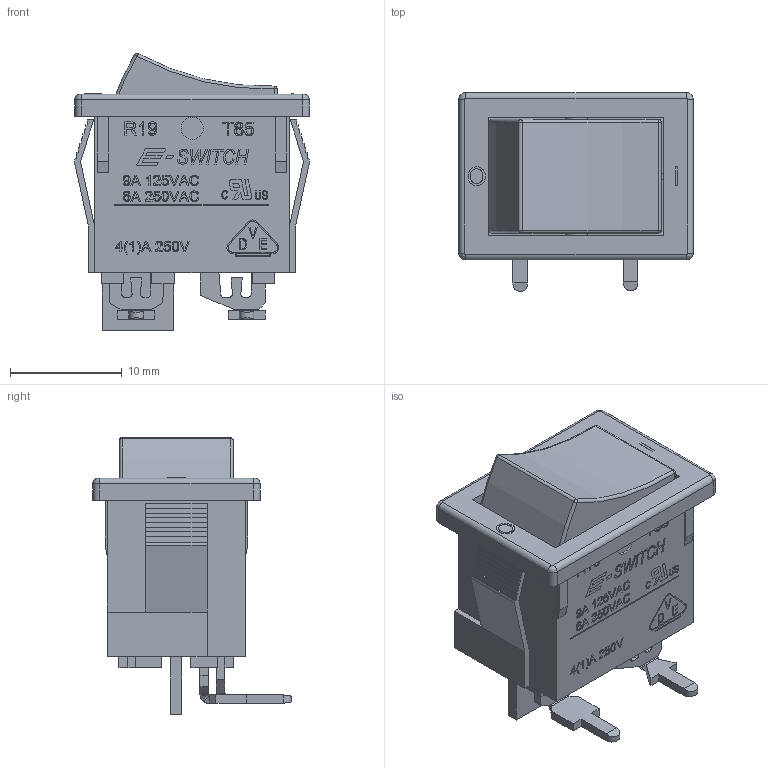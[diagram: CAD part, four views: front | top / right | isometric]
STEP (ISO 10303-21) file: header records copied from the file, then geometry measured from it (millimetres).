
FILE_DESCRIPTION(/* description */ (''),/* implementation_level */ '2;1');
FILE_NAME(/* name */ 'R1973AxxxxxxER0.stp',/* time_stamp */ '2026-01-24T02:37:52-06:00',/* author */ ('jmeyers'),/* organization */ (''),/* preprocessor_version */ 'ST-DEVELOPER v18.1',/* originating_system */ 'Autodesk Inventor 2022',/* authorisation */ '');
FILE_SCHEMA (('AUTOMOTIVE_DESIGN { 1 0 10303 214 3 1 1 }'));
Length unit declared in the file: inch
Products named in the file (1): Part1
Bounding box: 21.1 x 17.79 x 24.86 mm (x, y, z)
Volume: 2673.9 mm3; surface area: 4259.3 mm2
Topology: 1 solids, 1 shells, 1088 faces, 2968 edges, 1963 vertices
Faces by surface type: plane 675, bspline 350, cylinder 53, torus 6, sphere 4
Full cylindrical faces by diameter (mm): 1 x1, 2 x4
Entity records: 36932 total; most frequent: CARTESIAN_POINT 11616, ORIENTED_EDGE 5936, DIRECTION 3879, EDGE_CURVE 2968, LINE 2139, VECTOR 2139, VERTEX_POINT 1963, EDGE_LOOP 1187
